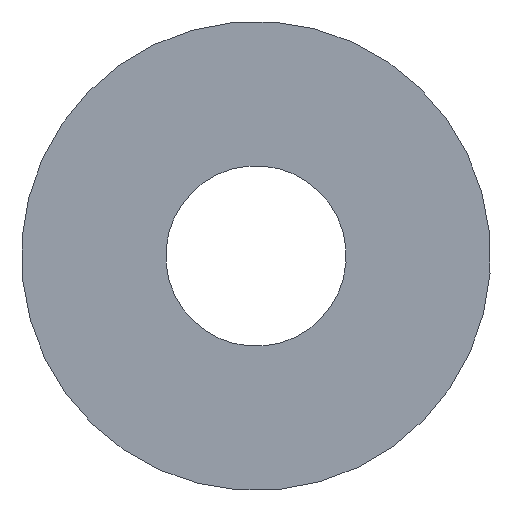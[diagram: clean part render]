
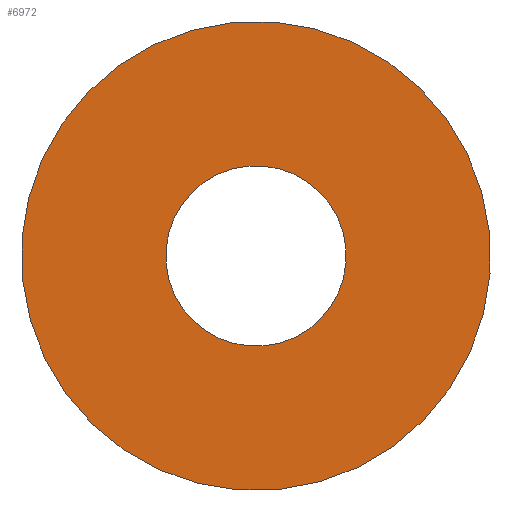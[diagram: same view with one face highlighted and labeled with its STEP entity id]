
A CAD part, front view. The second image highlights one B-rep face of the part: STEP entity #6972.
In plain terms, the highlighted face is planar.
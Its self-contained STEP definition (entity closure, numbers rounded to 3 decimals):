
#51=FACE_BOUND('',#945,.T.);
#229=PLANE('',#7760);
#582=FACE_OUTER_BOUND('',#944,.T.);
#944=EDGE_LOOP('',(#6437));
#945=EDGE_LOOP('',(#6438));
#2658=CIRCLE('',#7758,65.);
#2660=CIRCLE('',#7761,25.);
#3346=VERTEX_POINT('',#11940);
#3348=VERTEX_POINT('',#11946);
#4376=EDGE_CURVE('',#3346,#3346,#2658,.T.);
#4379=EDGE_CURVE('',#3348,#3348,#2660,.T.);
#6437=ORIENTED_EDGE('',*,*,#4376,.F.);
#6438=ORIENTED_EDGE('',*,*,#4379,.T.);
#6972=ADVANCED_FACE('',(#582,#51),#229,.F.);
#7758=AXIS2_PLACEMENT_3D('',#11941,#9853,#9854);
#7760=AXIS2_PLACEMENT_3D('',#11945,#9858,#9859);
#7761=AXIS2_PLACEMENT_3D('',#11947,#9860,#9861);
#9853=DIRECTION('center_axis',(0.,-1.,0.));
#9854=DIRECTION('ref_axis',(1.,0.,0.));
#9858=DIRECTION('center_axis',(0.,-1.,0.));
#9859=DIRECTION('ref_axis',(0.,0.,-1.));
#9860=DIRECTION('center_axis',(0.,-1.,0.));
#9861=DIRECTION('ref_axis',(1.,0.,0.));
#11940=CARTESIAN_POINT('',(65.,25.,0.));
#11941=CARTESIAN_POINT('Origin',(0.,25.,0.));
#11945=CARTESIAN_POINT('Origin',(-25.,25.,0.));
#11946=CARTESIAN_POINT('',(25.,25.,0.));
#11947=CARTESIAN_POINT('Origin',(0.,25.,0.));
